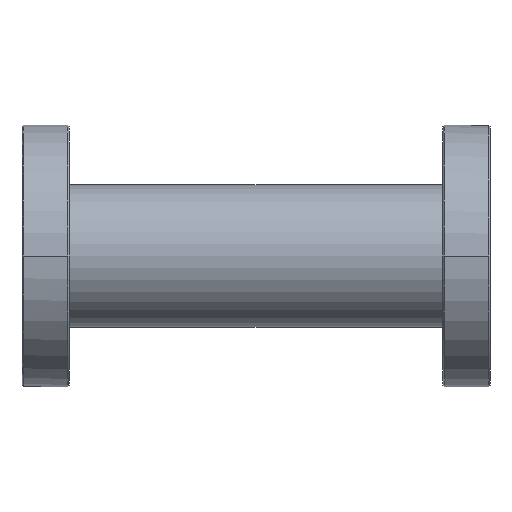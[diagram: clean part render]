
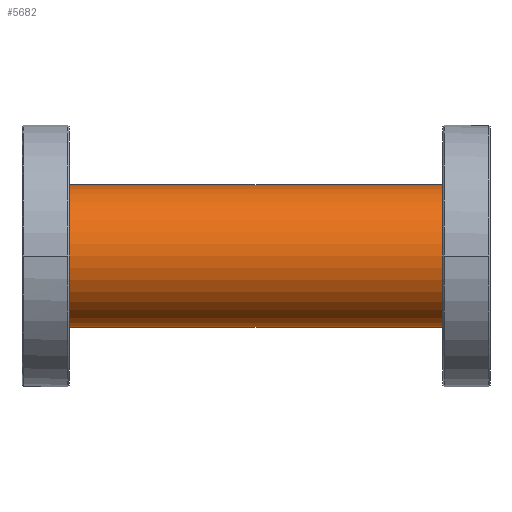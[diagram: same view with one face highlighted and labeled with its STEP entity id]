
A CAD part, front view. The second image highlights one B-rep face of the part: STEP entity #5682.
In plain terms, the highlighted cylindrical face has radius 19.05 mm (diameter 38.1 mm), a partial arc.
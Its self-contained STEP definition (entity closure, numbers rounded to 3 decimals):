
#72 = LINE ( 'NONE', #2165, #5536 ) ;
#83 = CARTESIAN_POINT ( 'NONE',  ( 57.4, 0., -19.05 ) ) ;
#218 = ORIENTED_EDGE ( 'NONE', *, *, #6979, .T. ) ;
#314 = ORIENTED_EDGE ( 'NONE', *, *, #4078, .T. ) ;
#507 = CARTESIAN_POINT ( 'NONE',  ( -57.4, 0., -19.05 ) ) ;
#586 = CARTESIAN_POINT ( 'NONE',  ( 57.4, 0., 0. ) ) ;
#696 = VECTOR ( 'NONE', #6870, 1000. ) ;
#1156 = DIRECTION ( 'NONE',  ( 0., 0., -1. ) ) ;
#1271 = VERTEX_POINT ( 'NONE', #507 ) ;
#1613 = VERTEX_POINT ( 'NONE', #1992 ) ;
#1992 = CARTESIAN_POINT ( 'NONE',  ( -57.4, 0., 19.05 ) ) ;
#2165 = CARTESIAN_POINT ( 'NONE',  ( 57.4, 0., -19.05 ) ) ;
#2324 = CARTESIAN_POINT ( 'NONE',  ( -57.4, 0., 0. ) ) ;
#2385 = EDGE_CURVE ( 'NONE', #4284, #4438, #2434, .T. ) ;
#2416 = CARTESIAN_POINT ( 'NONE',  ( 57.4, 0., 19.05 ) ) ;
#2434 = CIRCLE ( 'NONE', #3745, 19.05 ) ;
#2869 = DIRECTION ( 'NONE',  ( 0., 0., -1. ) ) ;
#3097 = AXIS2_PLACEMENT_3D ( 'NONE', #6030, #3345, #6574 ) ;
#3345 = DIRECTION ( 'NONE',  ( -1., 0., 0. ) ) ;
#3745 = AXIS2_PLACEMENT_3D ( 'NONE', #586, #4454, #1156 ) ;
#4022 = AXIS2_PLACEMENT_3D ( 'NONE', #2324, #6089, #2869 ) ;
#4078 = EDGE_CURVE ( 'NONE', #1613, #1271, #5123, .T. ) ;
#4190 = ORIENTED_EDGE ( 'NONE', *, *, #4246, .F. ) ;
#4246 = EDGE_CURVE ( 'NONE', #4438, #1271, #72, .T. ) ;
#4271 = FACE_OUTER_BOUND ( 'NONE', #5933, .T. ) ;
#4284 = VERTEX_POINT ( 'NONE', #2416 ) ;
#4438 = VERTEX_POINT ( 'NONE', #83 ) ;
#4454 = DIRECTION ( 'NONE',  ( 1., 0., 0. ) ) ;
#5123 = CIRCLE ( 'NONE', #4022, 19.05 ) ;
#5348 = CYLINDRICAL_SURFACE ( 'NONE', #3097, 19.05 ) ;
#5505 = ORIENTED_EDGE ( 'NONE', *, *, #2385, .F. ) ;
#5536 = VECTOR ( 'NONE', #6512, 1000. ) ;
#5682 = ADVANCED_FACE ( 'NONE', ( #4271 ), #5348, .T. ) ;
#5933 = EDGE_LOOP ( 'NONE', ( #4190, #5505, #218, #314 ) ) ;
#6030 = CARTESIAN_POINT ( 'NONE',  ( 57.4, 0., 0. ) ) ;
#6089 = DIRECTION ( 'NONE',  ( 1., 0., 0. ) ) ;
#6336 = CARTESIAN_POINT ( 'NONE',  ( 57.4, 0., 19.05 ) ) ;
#6512 = DIRECTION ( 'NONE',  ( -1., 0., 0. ) ) ;
#6574 = DIRECTION ( 'NONE',  ( 0., 0., 1. ) ) ;
#6815 = LINE ( 'NONE', #6336, #696 ) ;
#6870 = DIRECTION ( 'NONE',  ( -1., 0., 0. ) ) ;
#6979 = EDGE_CURVE ( 'NONE', #4284, #1613, #6815, .T. ) ;
